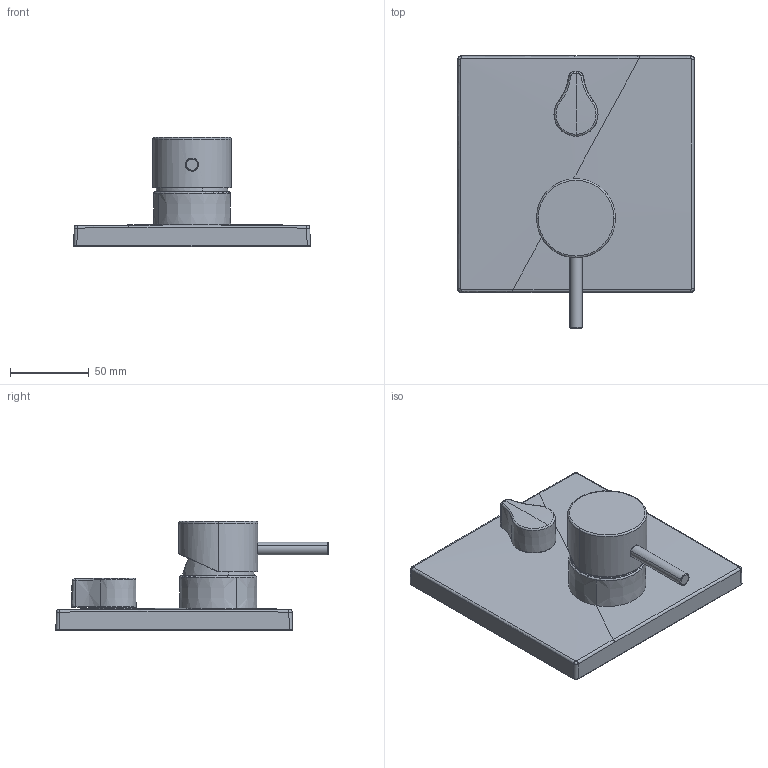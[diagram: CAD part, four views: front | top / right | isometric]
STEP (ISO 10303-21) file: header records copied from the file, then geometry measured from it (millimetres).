
FILE_DESCRIPTION (( 'STEP AP203' ), '1' );
FILE_NAME ('87843051(2018).STEP', '2018-11-13T11:18:11', ( '' ), ( '' ), 'SwSTEP 2.0', 'SolidWorks 2016', '' );
FILE_SCHEMA (( 'CONFIG_CONTROL_DESIGN' ));
Length unit declared in the file: millimetre
Products named in the file (1): 87843051(2018)
Bounding box: 149.97 x 172.59 x 69.15 mm (x, y, z)
Volume: 427054.5 mm3; surface area: 65009 mm2
Topology: 1 solids, 1 shells, 91 faces, 209 edges, 125 vertices
Faces by surface type: bspline 29, torus 19, cylinder 19, plane 13, cone 7, sphere 4
Entity records: 4811 total; most frequent: CARTESIAN_POINT 2892, ORIENTED_EDGE 418, DIRECTION 336, EDGE_CURVE 209, AXIS2_PLACEMENT_3D 149, VERTEX_POINT 125, EDGE_LOOP 96, ADVANCED_FACE 91
